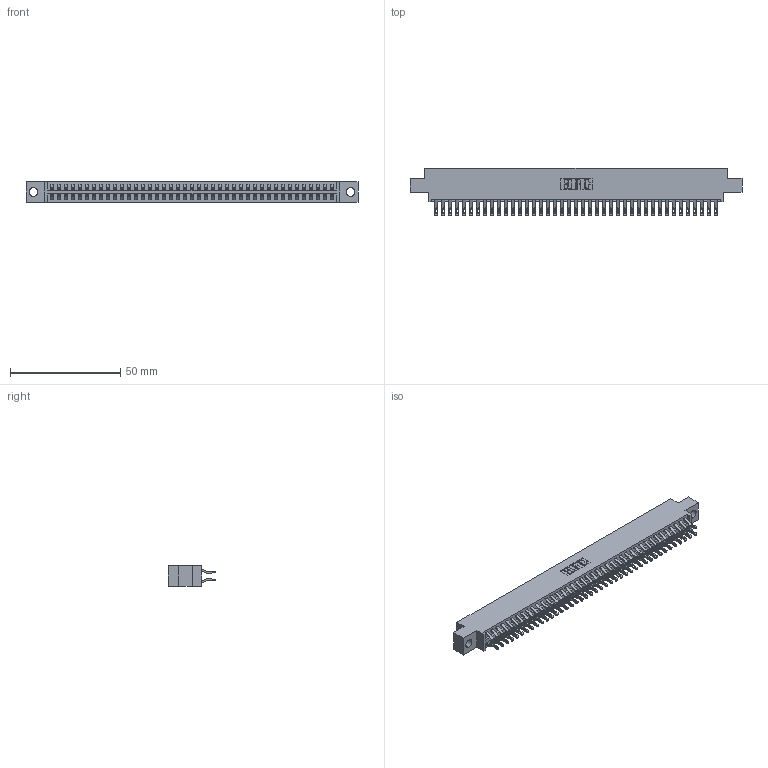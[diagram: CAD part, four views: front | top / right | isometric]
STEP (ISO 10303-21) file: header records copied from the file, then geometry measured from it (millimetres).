
FILE_DESCRIPTION (( 'STEP AP203' ), '1' );
FILE_NAME ('396-082-555-804.STEP', '2018-09-09T23:22:04', ( '' ), ( '' ), 'SwSTEP 2.0', 'SolidWorks 2016', '' );
FILE_SCHEMA (( 'CONFIG_CONTROL_DESIGN' ));
Length unit declared in the file: inch
Products named in the file (3): 346 Part_0.170 Offset - 0.156 Dia-TH; 345-292-001_555 Tail; 396-082-555-804
Assembly tree (83 placements, depth 2):
  396-082-555-804
    346 Part_0.170 Offset - 0.156 Dia-TH
    345-292-001_555 Tail  x82
Bounding box: 150.75 x 21.46 x 9.4 mm (x, y, z)
Volume: 14687.5 mm3; surface area: 21014.1 mm2
Topology: 83 solids, 83 shells, 4882 faces, 15347 edges, 10230 vertices
Faces by surface type: plane 2786, cylinder 2096
Entity records: 27353 total; most frequent: CARTESIAN_POINT 4546, ORIENTED_EDGE 4450, DIRECTION 4025, EDGE_CURVE 2225, LINE 1909, VECTOR 1909, VERTEX_POINT 1482, AXIS2_PLACEMENT_3D 1058
